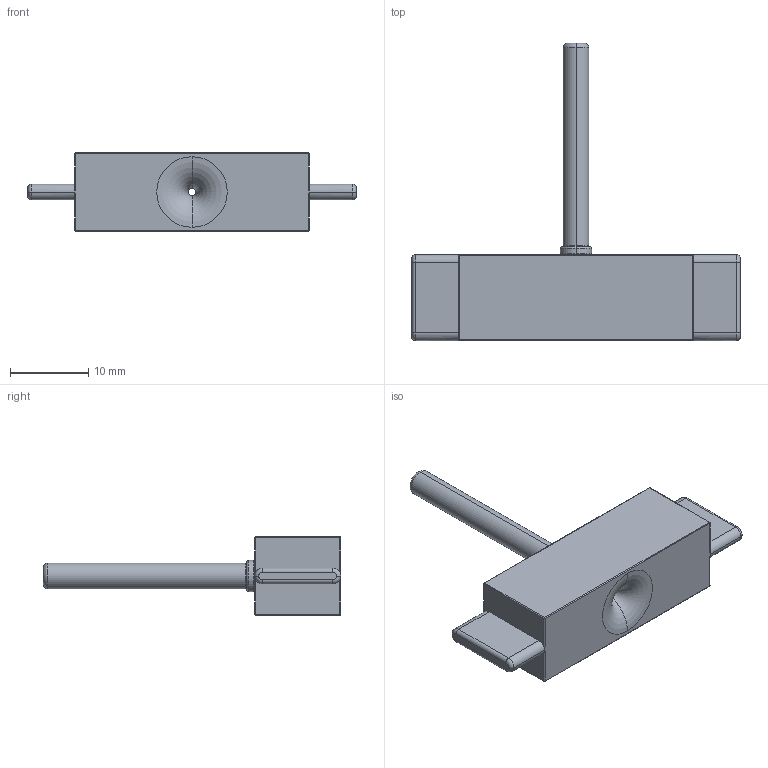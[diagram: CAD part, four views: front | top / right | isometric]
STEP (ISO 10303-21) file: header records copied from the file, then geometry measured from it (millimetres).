
FILE_DESCRIPTION (( 'STEP AP203' ), '1' );
FILE_NAME ('Back Gate2_3_27.STEP', '2021-03-28T03:18:35', ( '' ), ( '' ), 'SwSTEP 2.0', 'SolidWorks 2020', '' );
FILE_SCHEMA (( 'CONFIG_CONTROL_DESIGN' ));
Length unit declared in the file: millimetre
Products named in the file (1): Back Gate2_3_27
Bounding box: 42 x 38 x 10 mm (x, y, z)
Volume: 3725.1 mm3; surface area: 2149 mm2
Topology: 1 solids, 1 shells, 84 faces, 194 edges, 98 vertices
Faces by surface type: cylinder 34, torus 18, plane 16, bspline 8, sphere 8
Entity records: 2443 total; most frequent: CARTESIAN_POINT 537, DIRECTION 432, ORIENTED_EDGE 356, AXIS2_PLACEMENT_3D 185, EDGE_CURVE 178, CIRCLE 108, VERTEX_POINT 98, EDGE_LOOP 88
